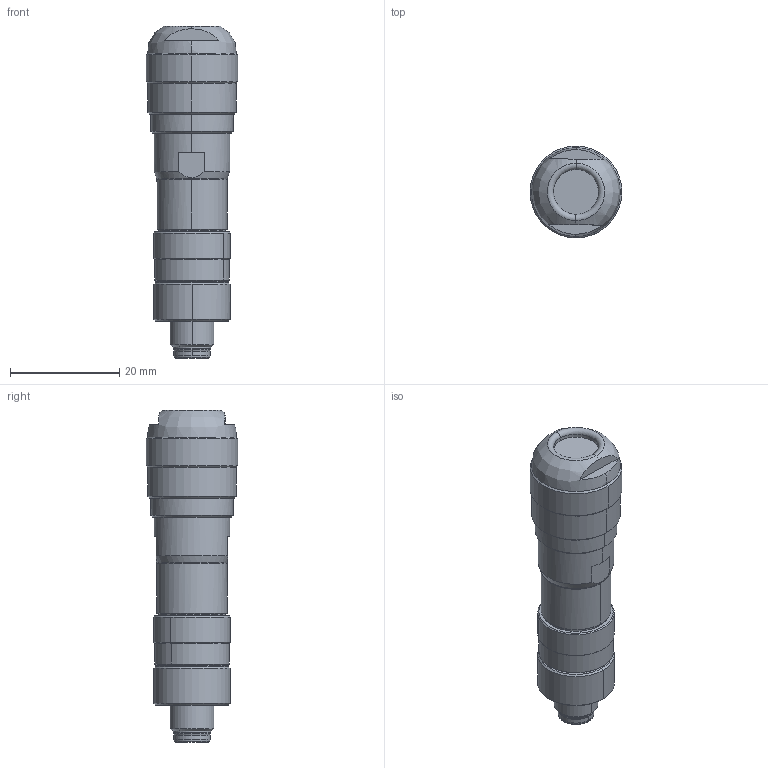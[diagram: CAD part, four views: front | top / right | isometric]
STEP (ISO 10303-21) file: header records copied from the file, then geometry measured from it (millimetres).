
FILE_DESCRIPTION(('CATIA V5 STEP Exchange','CAx-IF Rec.Pracs.--- Model Styling and Organization---1.4--- 2014-01-23'),'2;1');
FILE_NAME ('D1452136_1', '2021-03-09T13:48:40+00:00', ('none'), ('Weidmueller'), 'CATIA Version 5-6 Release 2016 SP3 HF44', 'CATIA V5 STEP AP214', 'none');
FILE_SCHEMA(('AUTOMOTIVE_DESIGN { 1 0 10303 214 1 1 1 1 }'));
Length unit declared in the file: millimetre
Products named in the file (1): 1467550000
Bounding box: 16.8 x 16.8 x 60.7 mm (x, y, z)
Volume: 8860.2 mm3; surface area: 3474.5 mm2
Topology: 5 solids, 5 shells, 114 faces, 246 edges, 148 vertices
Faces by surface type: cylinder 42, cone 30, plane 26, bspline 8, torus 8
Entity records: 3347 total; most frequent: CARTESIAN_POINT 1036, ORIENTED_EDGE 488, DIRECTION 398, EDGE_CURVE 244, AXIS2_PLACEMENT_3D 214, VERTEX_POINT 148, EDGE_LOOP 122, ADVANCED_FACE 114
